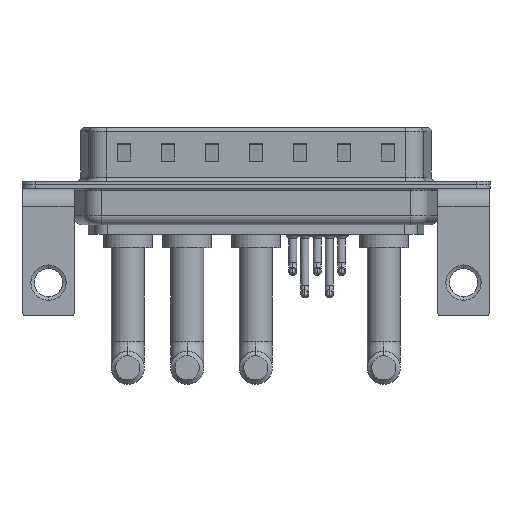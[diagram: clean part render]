
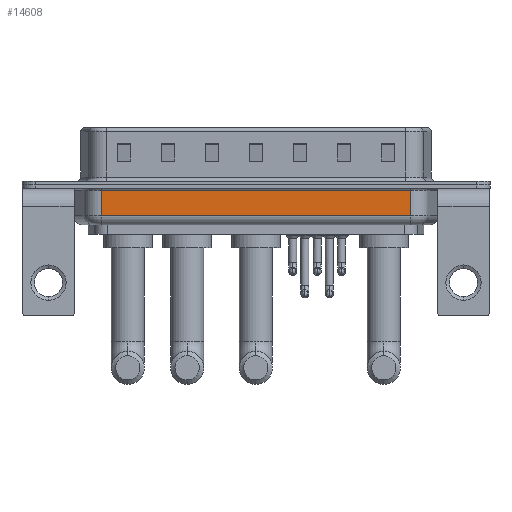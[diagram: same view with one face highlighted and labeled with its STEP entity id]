
A CAD part, front view. The second image highlights one B-rep face of the part: STEP entity #14608.
In plain terms, the highlighted planar face has unit normal (0, -1, 0).
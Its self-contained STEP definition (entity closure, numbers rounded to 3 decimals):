
#467 = VERTEX_POINT ( 'NONE', #7573 ) ;
#619 = ORIENTED_EDGE ( 'NONE', *, *, #20405, .F. ) ;
#885 = VERTEX_POINT ( 'NONE', #2399 ) ;
#1545 = LINE ( 'NONE', #19266, #23248 ) ;
#2399 = CARTESIAN_POINT ( 'NONE',  ( 41.044, -5.35, -0.65 ) ) ;
#3852 = CARTESIAN_POINT ( 'NONE',  ( 41.044, -5.35, -4.5 ) ) ;
#4646 = DIRECTION ( 'NONE',  ( 0., 0., 1. ) ) ;
#4959 = DIRECTION ( 'NONE',  ( -1., 0., 0. ) ) ;
#6498 = DIRECTION ( 'NONE',  ( 0., 0., 1. ) ) ;
#7006 = VERTEX_POINT ( 'NONE', #11456 ) ;
#7573 = CARTESIAN_POINT ( 'NONE',  ( 6.006, -5.35, -0.65 ) ) ;
#8753 = EDGE_LOOP ( 'NONE', ( #619, #22438, #19047, #21947 ) ) ;
#9141 = EDGE_CURVE ( 'NONE', #21777, #7006, #17653, .T. ) ;
#9293 = DIRECTION ( 'NONE',  ( 0., 0., 1. ) ) ;
#10144 = VECTOR ( 'NONE', #19433, 1000. ) ;
#10217 = PLANE ( 'NONE',  #17998 ) ;
#11313 = EDGE_CURVE ( 'NONE', #885, #467, #1545, .T. ) ;
#11456 = CARTESIAN_POINT ( 'NONE',  ( 41.044, -5.35, -3.5 ) ) ;
#11884 = EDGE_CURVE ( 'NONE', #7006, #885, #20160, .T. ) ;
#13884 = FACE_OUTER_BOUND ( 'NONE', #8753, .T. ) ;
#14608 = ADVANCED_FACE ( 'NONE', ( #13884 ), #10217, .F. ) ;
#15426 = DIRECTION ( 'NONE',  ( 0., 1., 0. ) ) ;
#15546 = CARTESIAN_POINT ( 'NONE',  ( 6.006, -5.35, -3.5 ) ) ;
#16352 = CARTESIAN_POINT ( 'NONE',  ( 6.006, -5.35, -3.5 ) ) ;
#16666 = VECTOR ( 'NONE', #6498, 1000. ) ;
#17653 = LINE ( 'NONE', #15546, #10144 ) ;
#17998 = AXIS2_PLACEMENT_3D ( 'NONE', #20609, #15426, #4646 ) ;
#19047 = ORIENTED_EDGE ( 'NONE', *, *, #11884, .T. ) ;
#19266 = CARTESIAN_POINT ( 'NONE',  ( 6.006, -5.35, -0.65 ) ) ;
#19433 = DIRECTION ( 'NONE',  ( 1., 0., 0. ) ) ;
#20160 = LINE ( 'NONE', #3852, #20960 ) ;
#20405 = EDGE_CURVE ( 'NONE', #21777, #467, #22707, .T. ) ;
#20609 = CARTESIAN_POINT ( 'NONE',  ( 6.006, -5.35, -4.5 ) ) ;
#20960 = VECTOR ( 'NONE', #9293, 1000. ) ;
#21777 = VERTEX_POINT ( 'NONE', #16352 ) ;
#21947 = ORIENTED_EDGE ( 'NONE', *, *, #11313, .T. ) ;
#22352 = CARTESIAN_POINT ( 'NONE',  ( 6.006, -5.35, -4.5 ) ) ;
#22438 = ORIENTED_EDGE ( 'NONE', *, *, #9141, .T. ) ;
#22707 = LINE ( 'NONE', #22352, #16666 ) ;
#23248 = VECTOR ( 'NONE', #4959, 1000. ) ;
